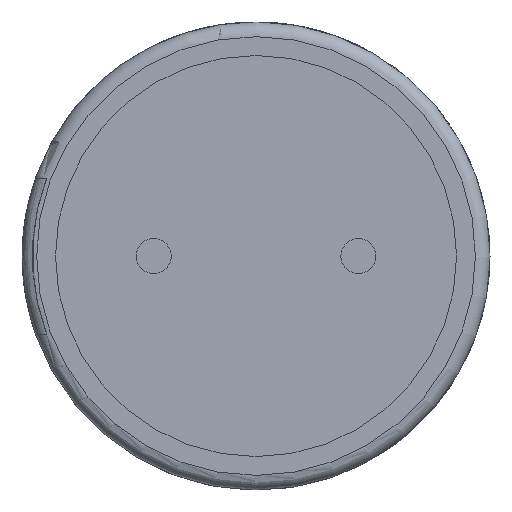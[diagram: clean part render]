
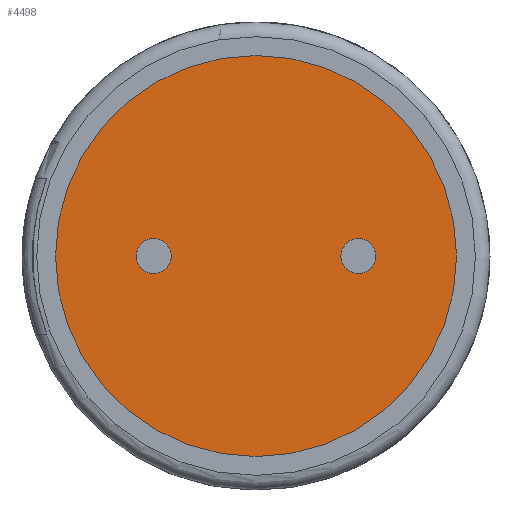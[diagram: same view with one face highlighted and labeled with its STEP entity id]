
A CAD part, front view. The second image highlights one B-rep face of the part: STEP entity #4498.
In plain terms, the highlighted planar face has unit normal (0, -1, 0).
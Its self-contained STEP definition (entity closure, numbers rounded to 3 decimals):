
#64=FACE_BOUND('',#757,.T.);
#65=FACE_BOUND('',#758,.T.);
#167=PLANE('',#4789);
#498=FACE_OUTER_BOUND('',#756,.T.);
#756=EDGE_LOOP('',(#3987));
#757=EDGE_LOOP('',(#3988));
#758=EDGE_LOOP('',(#3989));
#869=CIRCLE('',#4781,0.3);
#871=CIRCLE('',#4785,0.3);
#872=CIRCLE('',#4788,3.429);
#2087=VERTEX_POINT('',#11163);
#2089=VERTEX_POINT('',#11170);
#2090=VERTEX_POINT('',#11175);
#2720=EDGE_CURVE('',#2087,#2087,#869,.T.);
#2723=EDGE_CURVE('',#2089,#2089,#871,.T.);
#2725=EDGE_CURVE('',#2090,#2090,#872,.T.);
#3987=ORIENTED_EDGE('',*,*,#2725,.T.);
#3988=ORIENTED_EDGE('',*,*,#2720,.T.);
#3989=ORIENTED_EDGE('',*,*,#2723,.T.);
#4498=ADVANCED_FACE('',(#498,#64,#65),#167,.T.);
#4781=AXIS2_PLACEMENT_3D('',#11165,#5600,#5601);
#4785=AXIS2_PLACEMENT_3D('',#11172,#5609,#5610);
#4788=AXIS2_PLACEMENT_3D('',#11177,#5616,#5617);
#4789=AXIS2_PLACEMENT_3D('',#11178,#5618,#5619);
#5600=DIRECTION('center_axis',(0.,1.,0.));
#5601=DIRECTION('ref_axis',(1.,0.,0.));
#5609=DIRECTION('center_axis',(0.,1.,0.));
#5610=DIRECTION('ref_axis',(1.,0.,0.));
#5616=DIRECTION('center_axis',(0.,-1.,0.));
#5617=DIRECTION('ref_axis',(1.,0.,0.));
#5618=DIRECTION('center_axis',(0.,-1.,0.));
#5619=DIRECTION('ref_axis',(0.,0.,-1.));
#11163=CARTESIAN_POINT('',(1.45,0.1,0.));
#11165=CARTESIAN_POINT('Origin',(1.75,0.1,0.));
#11170=CARTESIAN_POINT('',(-2.05,0.1,0.));
#11172=CARTESIAN_POINT('Origin',(-1.75,0.1,0.));
#11175=CARTESIAN_POINT('',(-3.429,0.1,0.));
#11177=CARTESIAN_POINT('Origin',(0.,0.1,0.));
#11178=CARTESIAN_POINT('Origin',(0.,0.1,0.));
